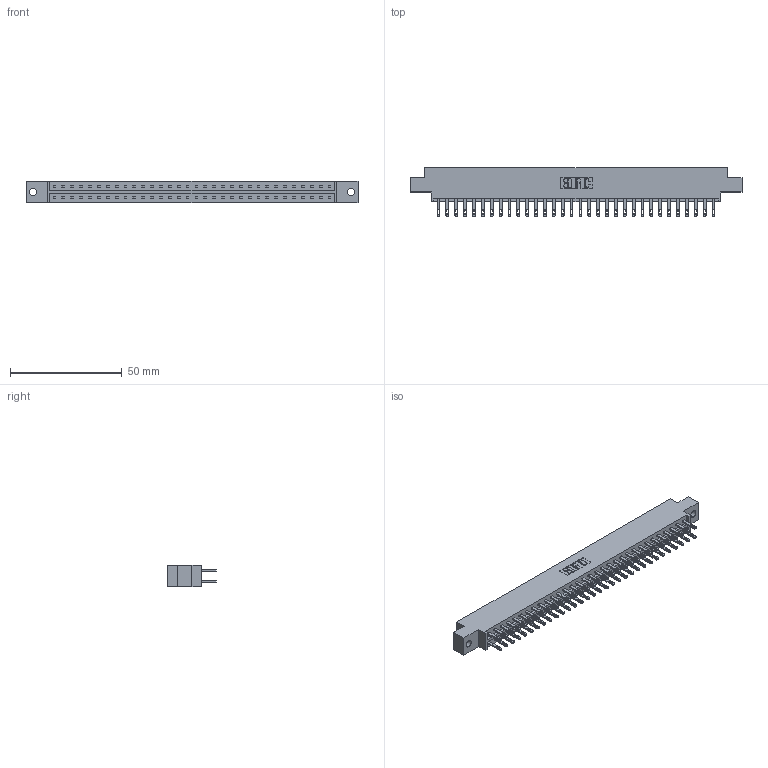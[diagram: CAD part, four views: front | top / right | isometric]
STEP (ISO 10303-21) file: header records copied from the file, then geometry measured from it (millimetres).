
FILE_DESCRIPTION (( 'STEP AP203' ), '1' );
FILE_NAME ('333-064-500-802.STEP', '2018-08-04T09:22:54', ( '' ), ( '' ), 'SwSTEP 2.0', 'SolidWorks 2016', '' );
FILE_SCHEMA (( 'CONFIG_CONTROL_DESIGN' ));
Length unit declared in the file: inch
Products named in the file (3): 345-292-001_345-293-100; 333-064-500-802; 333 Part_Offset - .128 Dia
Assembly tree (65 placements, depth 2):
  333-064-500-802
    333 Part_Offset - .128 Dia
    345-292-001_345-293-100  x64
Bounding box: 148.34 x 21.85 x 9.4 mm (x, y, z)
Volume: 14981.8 mm3; surface area: 18256.6 mm2
Topology: 65 solids, 65 shells, 3190 faces, 9731 edges, 6486 vertices
Faces by surface type: plane 1994, cylinder 1196
Entity records: 21945 total; most frequent: CARTESIAN_POINT 3650, ORIENTED_EDGE 3586, DIRECTION 3137, EDGE_CURVE 1793, LINE 1661, VECTOR 1661, VERTEX_POINT 1194, AXIS2_PLACEMENT_3D 738
